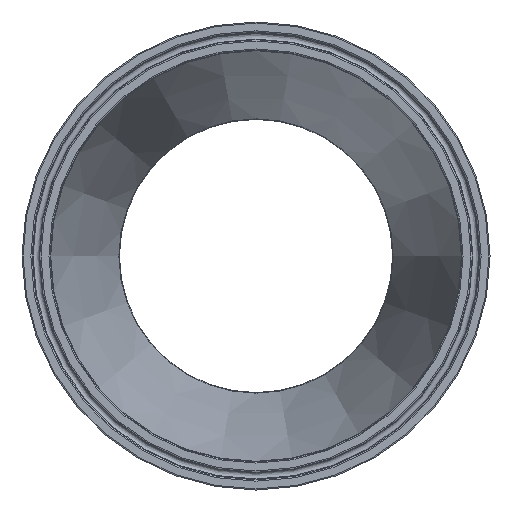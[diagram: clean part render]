
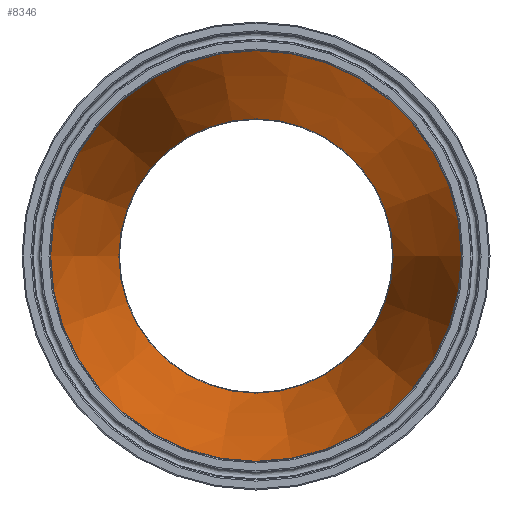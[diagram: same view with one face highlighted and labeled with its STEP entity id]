
A CAD part, left-side view. The second image highlights one B-rep face of the part: STEP entity #8346.
In plain terms, the highlighted conical face has half-angle 15.04 degrees and reference radius 61.062 mm.
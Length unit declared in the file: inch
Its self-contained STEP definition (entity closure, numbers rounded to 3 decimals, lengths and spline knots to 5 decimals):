
#19=CONICAL_SURFACE('',#8888,2.404,15.04);
#333=FACE_BOUND('',#3026,.T.);
#2470=FACE_OUTER_BOUND('',#3025,.T.);
#3025=EDGE_LOOP('',(#7731));
#3026=EDGE_LOOP('',(#7732));
#3255=CIRCLE('',#8887,2.88244);
#3256=CIRCLE('',#8889,1.92556);
#4119=VERTEX_POINT('',#17965);
#4120=VERTEX_POINT('',#17968);
#5325=EDGE_CURVE('',#4119,#4119,#3255,.T.);
#5326=EDGE_CURVE('',#4120,#4120,#3256,.T.);
#7731=ORIENTED_EDGE('',*,*,#5326,.F.);
#7732=ORIENTED_EDGE('',*,*,#5325,.F.);
#8346=ADVANCED_FACE('',(#2470,#333),#19,.F.);
#8887=AXIS2_PLACEMENT_3D('',#17966,#10504,#10505);
#8888=AXIS2_PLACEMENT_3D('',#17967,#10506,#10507);
#8889=AXIS2_PLACEMENT_3D('',#17969,#10508,#10509);
#10504=DIRECTION('center_axis',(1.,0.,0.));
#10505=DIRECTION('ref_axis',(0.,-1.,0.));
#10506=DIRECTION('center_axis',(-1.,0.,0.));
#10507=DIRECTION('ref_axis',(0.,1.,0.));
#10508=DIRECTION('center_axis',(-1.,0.,0.));
#10509=DIRECTION('ref_axis',(0.,-1.,0.));
#17965=CARTESIAN_POINT('',(0.40687,2.88244,0.));
#17966=CARTESIAN_POINT('Origin',(0.40687,0.,0.));
#17967=CARTESIAN_POINT('Origin',(2.1875,0.,0.));
#17968=CARTESIAN_POINT('',(3.96813,1.92556,0.));
#17969=CARTESIAN_POINT('Origin',(3.96813,0.,0.));
